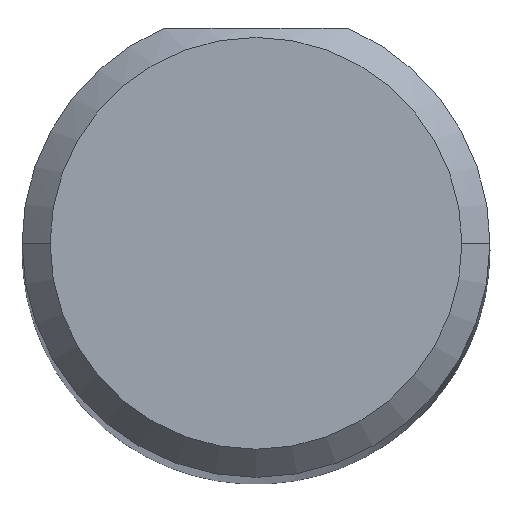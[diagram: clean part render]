
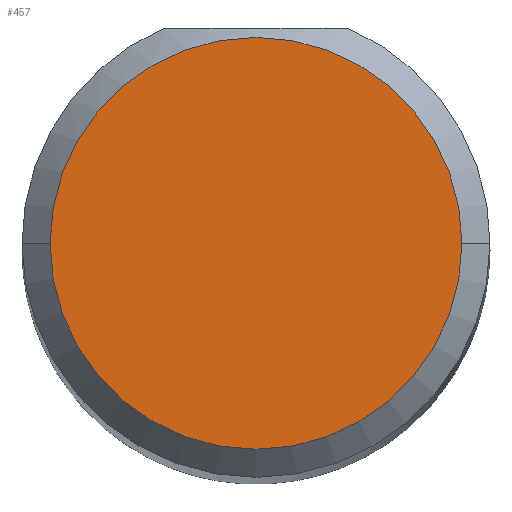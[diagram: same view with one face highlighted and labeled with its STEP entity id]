
A CAD part, top view. The second image highlights one B-rep face of the part: STEP entity #457.
In plain terms, the highlighted planar face has unit normal (0, 0, 1).
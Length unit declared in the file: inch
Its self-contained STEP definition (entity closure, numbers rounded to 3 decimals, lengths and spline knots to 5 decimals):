
#8 = VERTEX_POINT ( 'NONE', #260 ) ;
#56 = PLANE ( 'NONE',  #122 ) ;
#79 = CARTESIAN_POINT ( 'NONE',  ( 0.11, 0., 2.5 ) ) ;
#122 = AXIS2_PLACEMENT_3D ( 'NONE', #552, #294, #365 ) ;
#139 = ORIENTED_EDGE ( 'NONE', *, *, #487, .T. ) ;
#158 = DIRECTION ( 'NONE',  ( 1., 0., 0. ) ) ;
#176 = EDGE_CURVE ( 'NONE', #8, #318, #281, .T. ) ;
#214 = DIRECTION ( 'NONE',  ( 1., 0., 0. ) ) ;
#260 = CARTESIAN_POINT ( 'NONE',  ( -0.11, 0., 2.5 ) ) ;
#281 = CIRCLE ( 'NONE', #560, 0.11 ) ;
#294 = DIRECTION ( 'NONE',  ( 0., 0., 1. ) ) ;
#318 = VERTEX_POINT ( 'NONE', #79 ) ;
#365 = DIRECTION ( 'NONE',  ( 1., 0., 0. ) ) ;
#367 = DIRECTION ( 'NONE',  ( 0., 0., 1. ) ) ;
#372 = EDGE_LOOP ( 'NONE', ( #400, #139 ) ) ;
#376 = DIRECTION ( 'NONE',  ( 0., 0., 1. ) ) ;
#400 = ORIENTED_EDGE ( 'NONE', *, *, #176, .T. ) ;
#457 = ADVANCED_FACE ( 'NONE', ( #514 ), #56, .T. ) ;
#487 = EDGE_CURVE ( 'NONE', #318, #8, #562, .T. ) ;
#514 = FACE_OUTER_BOUND ( 'NONE', #372, .T. ) ;
#517 = AXIS2_PLACEMENT_3D ( 'NONE', #579, #376, #158 ) ;
#552 = CARTESIAN_POINT ( 'NONE',  ( 0., 0., 2.5 ) ) ;
#560 = AXIS2_PLACEMENT_3D ( 'NONE', #622, #367, #214 ) ;
#562 = CIRCLE ( 'NONE', #517, 0.11 ) ;
#579 = CARTESIAN_POINT ( 'NONE',  ( 0., 0., 2.5 ) ) ;
#622 = CARTESIAN_POINT ( 'NONE',  ( 0., 0., 2.5 ) ) ;
